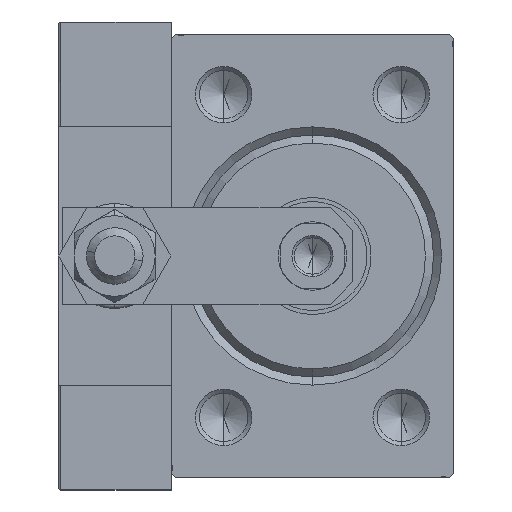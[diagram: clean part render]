
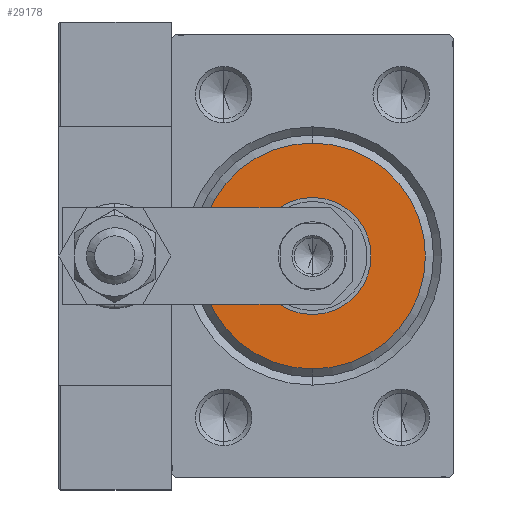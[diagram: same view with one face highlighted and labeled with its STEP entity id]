
A CAD part, left-side view. The second image highlights one B-rep face of the part: STEP entity #29178.
In plain terms, the highlighted face is planar.
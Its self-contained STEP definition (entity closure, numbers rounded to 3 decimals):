
#1253 = PLANE ( 'NONE',  #28343 ) ;
#1504 = FACE_OUTER_BOUND ( 'NONE', #2033, .T. ) ;
#2033 = EDGE_LOOP ( 'NONE', ( #50443, #44685 ) ) ;
#3980 = CARTESIAN_POINT ( 'NONE',  ( 3., 0., -7.25 ) ) ;
#4146 = DIRECTION ( 'NONE',  ( 0., 0., -1. ) ) ;
#4298 = AXIS2_PLACEMENT_3D ( 'NONE', #36955, #41132, #9252 ) ;
#5809 = DIRECTION ( 'NONE',  ( 1., 0., 0. ) ) ;
#5813 = EDGE_CURVE ( 'NONE', #40761, #36726, #43413, .T. ) ;
#6381 = CARTESIAN_POINT ( 'NONE',  ( 3., 0., 7.25 ) ) ;
#8811 = EDGE_CURVE ( 'NONE', #24196, #29336, #26849, .T. ) ;
#9252 = DIRECTION ( 'NONE',  ( 0., 0., -1. ) ) ;
#13746 = CARTESIAN_POINT ( 'NONE',  ( 3., 0., 14. ) ) ;
#14328 = FACE_BOUND ( 'NONE', #35652, .T. ) ;
#16500 = AXIS2_PLACEMENT_3D ( 'NONE', #41617, #5809, #41358 ) ;
#17655 = ORIENTED_EDGE ( 'NONE', *, *, #8811, .F. ) ;
#20858 = AXIS2_PLACEMENT_3D ( 'NONE', #27514, #39019, #39281 ) ;
#21112 = EDGE_CURVE ( 'NONE', #29336, #24196, #27170, .T. ) ;
#24196 = VERTEX_POINT ( 'NONE', #6381 ) ;
#25351 = CARTESIAN_POINT ( 'NONE',  ( 3., 0., -14. ) ) ;
#26849 = CIRCLE ( 'NONE', #4298, 7.25 ) ;
#27170 = CIRCLE ( 'NONE', #42209, 7.25 ) ;
#27514 = CARTESIAN_POINT ( 'NONE',  ( 3., 0., 0. ) ) ;
#28343 = AXIS2_PLACEMENT_3D ( 'NONE', #33144, #33938, #49093 ) ;
#29178 = ADVANCED_FACE ( 'NONE', ( #1504, #14328 ), #1253, .T. ) ;
#29336 = VERTEX_POINT ( 'NONE', #3980 ) ;
#33144 = CARTESIAN_POINT ( 'NONE',  ( 3., 0., 0. ) ) ;
#33938 = DIRECTION ( 'NONE',  ( 1., 0., 0. ) ) ;
#35282 = DIRECTION ( 'NONE',  ( 1., 0., 0. ) ) ;
#35652 = EDGE_LOOP ( 'NONE', ( #40975, #17655 ) ) ;
#36726 = VERTEX_POINT ( 'NONE', #13746 ) ;
#36955 = CARTESIAN_POINT ( 'NONE',  ( 3., 0., 0. ) ) ;
#39019 = DIRECTION ( 'NONE',  ( 1., 0., 0. ) ) ;
#39050 = CIRCLE ( 'NONE', #16500, 14. ) ;
#39281 = DIRECTION ( 'NONE',  ( 0., 0., -1. ) ) ;
#39951 = CARTESIAN_POINT ( 'NONE',  ( 3., 0., 0. ) ) ;
#40761 = VERTEX_POINT ( 'NONE', #25351 ) ;
#40975 = ORIENTED_EDGE ( 'NONE', *, *, #21112, .F. ) ;
#41132 = DIRECTION ( 'NONE',  ( 1., 0., 0. ) ) ;
#41358 = DIRECTION ( 'NONE',  ( 0., 0., -1. ) ) ;
#41617 = CARTESIAN_POINT ( 'NONE',  ( 3., 0., 0. ) ) ;
#42209 = AXIS2_PLACEMENT_3D ( 'NONE', #39951, #35282, #4146 ) ;
#43413 = CIRCLE ( 'NONE', #20858, 14. ) ;
#44685 = ORIENTED_EDGE ( 'NONE', *, *, #5813, .T. ) ;
#49093 = DIRECTION ( 'NONE',  ( 0., 0., -1. ) ) ;
#50394 = EDGE_CURVE ( 'NONE', #36726, #40761, #39050, .T. ) ;
#50443 = ORIENTED_EDGE ( 'NONE', *, *, #50394, .T. ) ;
